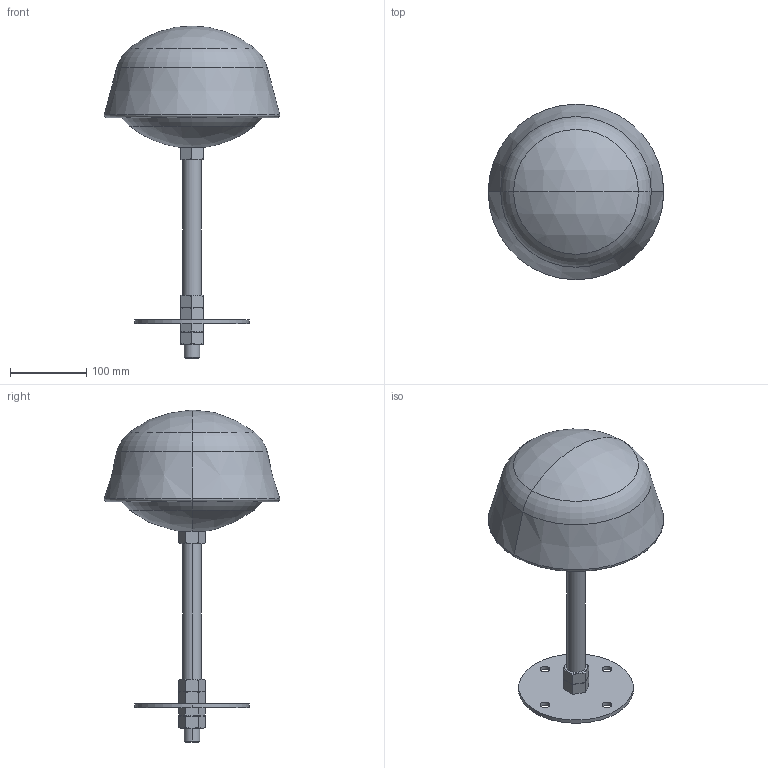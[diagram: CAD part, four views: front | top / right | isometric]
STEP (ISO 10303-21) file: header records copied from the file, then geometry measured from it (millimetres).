
FILE_DESCRIPTION (( 'STEP AP203' ), '1' );
FILE_NAME ('2020.STEP', '2025-01-17T03:37:17', ( '' ), ( '' ), 'SwSTEP 2.0', 'SolidWorks 2024', '' );
FILE_SCHEMA (( 'CONFIG_CONTROL_DESIGN' ));
Length unit declared in the file: millimetre
Products named in the file (1): 2020
Bounding box: 230.01 x 230.01 x 435 mm (x, y, z)
Volume: 3911719.6 mm3; surface area: 244078.1 mm2
Topology: 1 solids, 1 shells, 128 faces, 276 edges, 157 vertices
Faces by surface type: plane 62, cone 38, cylinder 16, torus 8, sphere 4
Entity records: 3733 total; most frequent: CARTESIAN_POINT 922, DIRECTION 582, ORIENTED_EDGE 552, EDGE_CURVE 276, AXIS2_PLACEMENT_3D 237, VERTEX_POINT 157, EDGE_LOOP 143, FACE_OUTER_BOUND 128
